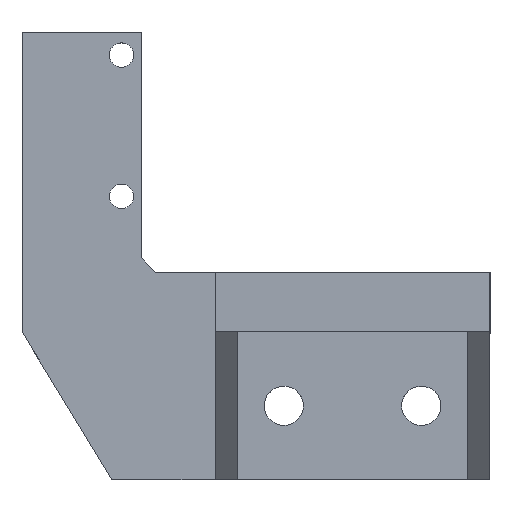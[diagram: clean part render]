
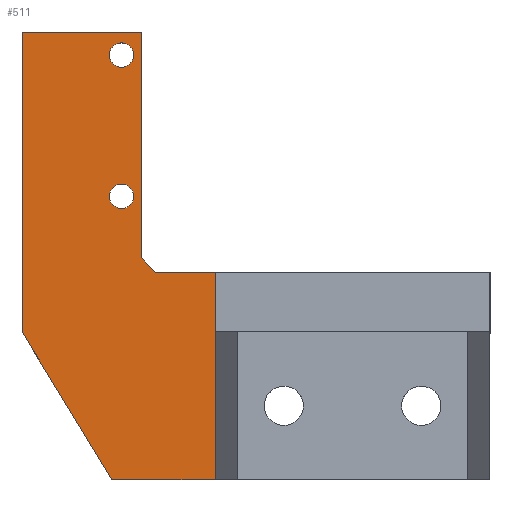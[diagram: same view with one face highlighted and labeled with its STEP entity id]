
A CAD part, top view. The second image highlights one B-rep face of the part: STEP entity #511.
In plain terms, the highlighted planar face has unit normal (0, 0, 1).
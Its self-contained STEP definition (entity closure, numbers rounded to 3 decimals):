
#21=FACE_BOUND('',#75,.T.);
#22=FACE_BOUND('',#76,.T.);
#33=CIRCLE('',#562,1.65);
#34=CIRCLE('',#563,1.65);
#47=FACE_OUTER_BOUND('',#74,.T.);
#74=EDGE_LOOP('',(#354,#355,#356,#357,#358,#359,#360,#361,#362,#363));
#75=EDGE_LOOP('',(#364));
#76=EDGE_LOOP('',(#365));
#112=LINE('',#743,#171);
#115=LINE('',#750,#174);
#119=LINE('',#757,#178);
#120=LINE('',#759,#179);
#121=LINE('',#761,#180);
#122=LINE('',#763,#181);
#123=LINE('',#765,#182);
#124=LINE('',#767,#183);
#125=LINE('',#769,#184);
#126=LINE('',#770,#185);
#171=VECTOR('',#603,10.);
#174=VECTOR('',#608,10.);
#178=VECTOR('',#614,10.);
#179=VECTOR('',#615,10.);
#180=VECTOR('',#616,10.);
#181=VECTOR('',#617,10.);
#182=VECTOR('',#618,10.);
#183=VECTOR('',#619,10.);
#184=VECTOR('',#620,10.);
#185=VECTOR('',#621,10.);
#229=VERTEX_POINT('',#739);
#231=VERTEX_POINT('',#742);
#233=VERTEX_POINT('',#748);
#234=VERTEX_POINT('',#749);
#237=VERTEX_POINT('',#758);
#238=VERTEX_POINT('',#760);
#239=VERTEX_POINT('',#762);
#240=VERTEX_POINT('',#764);
#241=VERTEX_POINT('',#766);
#242=VERTEX_POINT('',#768);
#243=VERTEX_POINT('',#771);
#244=VERTEX_POINT('',#773);
#276=EDGE_CURVE('',#231,#229,#112,.T.);
#279=EDGE_CURVE('',#233,#234,#115,.T.);
#283=EDGE_CURVE('',#231,#233,#119,.T.);
#284=EDGE_CURVE('',#237,#229,#120,.T.);
#285=EDGE_CURVE('',#237,#238,#121,.T.);
#286=EDGE_CURVE('',#238,#239,#122,.T.);
#287=EDGE_CURVE('',#239,#240,#123,.T.);
#288=EDGE_CURVE('',#240,#241,#124,.T.);
#289=EDGE_CURVE('',#241,#242,#125,.T.);
#290=EDGE_CURVE('',#234,#242,#126,.T.);
#291=EDGE_CURVE('',#243,#243,#33,.T.);
#292=EDGE_CURVE('',#244,#244,#34,.T.);
#354=ORIENTED_EDGE('',*,*,#279,.F.);
#355=ORIENTED_EDGE('',*,*,#283,.F.);
#356=ORIENTED_EDGE('',*,*,#276,.T.);
#357=ORIENTED_EDGE('',*,*,#284,.F.);
#358=ORIENTED_EDGE('',*,*,#285,.T.);
#359=ORIENTED_EDGE('',*,*,#286,.T.);
#360=ORIENTED_EDGE('',*,*,#287,.T.);
#361=ORIENTED_EDGE('',*,*,#288,.T.);
#362=ORIENTED_EDGE('',*,*,#289,.T.);
#363=ORIENTED_EDGE('',*,*,#290,.F.);
#364=ORIENTED_EDGE('',*,*,#291,.T.);
#365=ORIENTED_EDGE('',*,*,#292,.T.);
#490=PLANE('',#561);
#511=ADVANCED_FACE('',(#47,#21,#22),#490,.T.);
#561=AXIS2_PLACEMENT_3D('',#756,#612,#613);
#562=AXIS2_PLACEMENT_3D('',#772,#622,#623);
#563=AXIS2_PLACEMENT_3D('',#774,#624,#625);
#603=DIRECTION('',(-1.,0.,0.));
#608=DIRECTION('',(-1.,0.,0.));
#612=DIRECTION('center_axis',(0.,0.,1.));
#613=DIRECTION('ref_axis',(1.,0.,0.));
#614=DIRECTION('',(0.,-1.,0.));
#615=DIRECTION('',(0.707,-0.707,0.));
#616=DIRECTION('',(0.,1.,0.));
#617=DIRECTION('',(-1.,0.,0.));
#618=DIRECTION('',(0.,-1.,0.));
#619=DIRECTION('',(0.519,-0.855,0.));
#620=DIRECTION('',(1.,0.,0.));
#621=DIRECTION('',(0.,-1.,0.));
#622=DIRECTION('center_axis',(0.,0.,-1.));
#623=DIRECTION('ref_axis',(-1.,0.,0.));
#624=DIRECTION('center_axis',(0.,0.,-1.));
#625=DIRECTION('ref_axis',(-1.,0.,0.));
#739=CARTESIAN_POINT('',(-34.9,53.95,8.));
#742=CARTESIAN_POINT('',(10.25,53.95,8.));
#743=CARTESIAN_POINT('',(10.25,53.95,8.));
#748=CARTESIAN_POINT('',(10.25,45.95,8.));
#749=CARTESIAN_POINT('',(-26.9,45.95,8.));
#750=CARTESIAN_POINT('',(10.25,45.95,8.));
#756=CARTESIAN_POINT('Origin',(-16.375,39.2,8.));
#757=CARTESIAN_POINT('',(10.25,53.95,8.));
#758=CARTESIAN_POINT('',(-36.9,55.95,8.));
#759=CARTESIAN_POINT('',(-25.081,44.131,8.));
#760=CARTESIAN_POINT('',(-36.9,86.45,8.));
#761=CARTESIAN_POINT('',(-36.9,45.95,8.));
#762=CARTESIAN_POINT('',(-53.,86.45,8.));
#763=CARTESIAN_POINT('',(-36.9,86.45,8.));
#764=CARTESIAN_POINT('',(-53.,45.95,8.));
#765=CARTESIAN_POINT('',(-53.,86.45,8.));
#766=CARTESIAN_POINT('',(-40.87,25.95,8.));
#767=CARTESIAN_POINT('',(-53.,45.95,8.));
#768=CARTESIAN_POINT('',(-26.9,25.95,8.));
#769=CARTESIAN_POINT('',(-28.623,25.95,8.));
#770=CARTESIAN_POINT('',(-26.9,45.95,8.));
#771=CARTESIAN_POINT('',(-37.9,64.25,8.));
#772=CARTESIAN_POINT('Origin',(-39.55,64.25,8.));
#773=CARTESIAN_POINT('',(-37.9,83.35,8.));
#774=CARTESIAN_POINT('Origin',(-39.55,83.35,8.));
